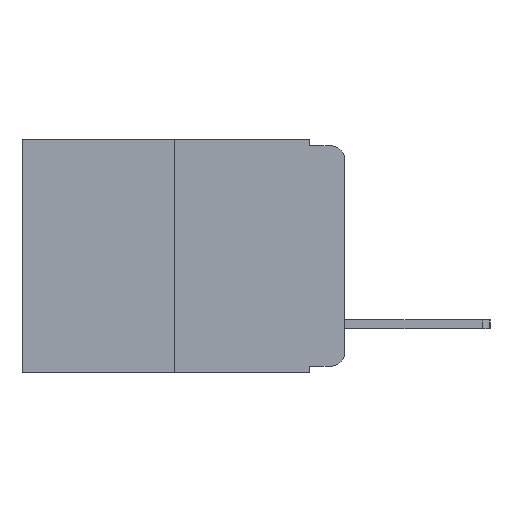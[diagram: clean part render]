
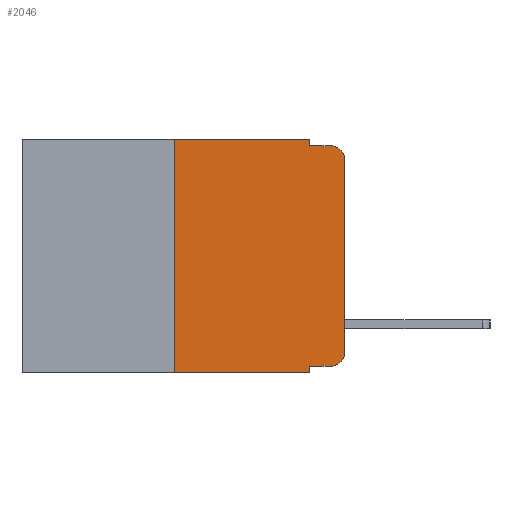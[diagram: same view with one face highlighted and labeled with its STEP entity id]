
A CAD part, left-side view. The second image highlights one B-rep face of the part: STEP entity #2046.
In plain terms, the highlighted planar face has unit normal (-1, 0, 0).
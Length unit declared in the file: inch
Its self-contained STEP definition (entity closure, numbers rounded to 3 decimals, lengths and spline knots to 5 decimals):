
#31 = LINE ( 'NONE', #11904, #14774 ) ;
#36 = EDGE_CURVE ( 'NONE', #15516, #7918, #31, .T. ) ;
#106 = VERTEX_POINT ( 'NONE', #16379 ) ;
#354 = VERTEX_POINT ( 'NONE', #1042 ) ;
#504 = CARTESIAN_POINT ( 'NONE',  ( 0., 0.02, -0.03 ) ) ;
#781 = VERTEX_POINT ( 'NONE', #11737 ) ;
#810 = DIRECTION ( 'NONE',  ( 0., -1., 0. ) ) ;
#952 = LINE ( 'NONE', #12799, #15170 ) ;
#963 = VERTEX_POINT ( 'NONE', #10416 ) ;
#1042 = CARTESIAN_POINT ( 'NONE',  ( 0., 0.051, 0. ) ) ;
#2045 = DIRECTION ( 'NONE',  ( 0., 0., -1. ) ) ;
#2046 = ADVANCED_FACE ( 'NONE', ( #6611 ), #11885, .F. ) ;
#2301 = DIRECTION ( 'NONE',  ( 0., 0., 1. ) ) ;
#2377 = EDGE_CURVE ( 'NONE', #354, #15516, #4444, .T. ) ;
#2833 = DIRECTION ( 'NONE',  ( 0., -1., 0. ) ) ;
#2894 = EDGE_CURVE ( 'NONE', #9647, #963, #16508, .T. ) ;
#3525 = EDGE_CURVE ( 'NONE', #8369, #17523, #9231, .T. ) ;
#3825 = CARTESIAN_POINT ( 'NONE',  ( 0., 0.051, -0.333 ) ) ;
#4086 = CARTESIAN_POINT ( 'NONE',  ( 0., 0.02, -0.333 ) ) ;
#4285 = DIRECTION ( 'NONE',  ( 0., 0., 1. ) ) ;
#4444 = LINE ( 'NONE', #13852, #10763 ) ;
#4464 = CARTESIAN_POINT ( 'NONE',  ( 0., 0.25, 0. ) ) ;
#5589 = DIRECTION ( 'NONE',  ( 0., 0., -1. ) ) ;
#5653 = VECTOR ( 'NONE', #17493, 39.37008 ) ;
#5991 = ORIENTED_EDGE ( 'NONE', *, *, #7877, .F. ) ;
#6087 = ORIENTED_EDGE ( 'NONE', *, *, #2377, .F. ) ;
#6387 = CARTESIAN_POINT ( 'NONE',  ( 0., 0.473, -0.343 ) ) ;
#6584 = VERTEX_POINT ( 'NONE', #4464 ) ;
#6611 = FACE_OUTER_BOUND ( 'NONE', #9808, .T. ) ;
#6755 = EDGE_CURVE ( 'NONE', #17523, #781, #12132, .T. ) ;
#6797 = ORIENTED_EDGE ( 'NONE', *, *, #13892, .T. ) ;
#6989 = AXIS2_PLACEMENT_3D ( 'NONE', #504, #10787, #2045 ) ;
#7312 = ORIENTED_EDGE ( 'NONE', *, *, #36, .F. ) ;
#7758 = LINE ( 'NONE', #14175, #10990 ) ;
#7843 = DIRECTION ( 'NONE',  ( 0., -1., 0. ) ) ;
#7877 = EDGE_CURVE ( 'NONE', #6584, #354, #7758, .T. ) ;
#7918 = VERTEX_POINT ( 'NONE', #15503 ) ;
#8037 = VECTOR ( 'NONE', #7843, 39.37008 ) ;
#8369 = VERTEX_POINT ( 'NONE', #4086 ) ;
#8512 = AXIS2_PLACEMENT_3D ( 'NONE', #17334, #13948, #12948 ) ;
#8898 = CARTESIAN_POINT ( 'NONE',  ( 0., 0.051, -0.01 ) ) ;
#9125 = CARTESIAN_POINT ( 'NONE',  ( 0., 0.051, -0.333 ) ) ;
#9137 = DIRECTION ( 'NONE',  ( 0., -1., 0. ) ) ;
#9231 = CIRCLE ( 'NONE', #8512, 0.02 ) ;
#9238 = ORIENTED_EDGE ( 'NONE', *, *, #2894, .F. ) ;
#9261 = DIRECTION ( 'NONE',  ( 0., 0., -1. ) ) ;
#9632 = CARTESIAN_POINT ( 'NONE',  ( 0., 0., 0. ) ) ;
#9647 = VERTEX_POINT ( 'NONE', #9125 ) ;
#9808 = EDGE_LOOP ( 'NONE', ( #11377, #6797, #7312, #6087, #5991, #14163, #17026, #9238, #13249, #17412 ) ) ;
#10335 = VECTOR ( 'NONE', #810, 39.37008 ) ;
#10416 = CARTESIAN_POINT ( 'NONE',  ( 0., 0.051, -0.343 ) ) ;
#10763 = VECTOR ( 'NONE', #5589, 39.37008 ) ;
#10787 = DIRECTION ( 'NONE',  ( -1., 0., 0. ) ) ;
#10990 = VECTOR ( 'NONE', #2833, 39.37008 ) ;
#11073 = CARTESIAN_POINT ( 'NONE',  ( 0., 0., -0.313 ) ) ;
#11377 = ORIENTED_EDGE ( 'NONE', *, *, #6755, .T. ) ;
#11737 = CARTESIAN_POINT ( 'NONE',  ( 0., 0., -0.03 ) ) ;
#11885 = PLANE ( 'NONE',  #15658 ) ;
#11904 = CARTESIAN_POINT ( 'NONE',  ( 0., 0.051, -0.01 ) ) ;
#12128 = LINE ( 'NONE', #6387, #8037 ) ;
#12132 = LINE ( 'NONE', #9632, #15186 ) ;
#12415 = DIRECTION ( 'NONE',  ( 1., 0., 0. ) ) ;
#12799 = CARTESIAN_POINT ( 'NONE',  ( 0., 0.25, 0. ) ) ;
#12948 = DIRECTION ( 'NONE',  ( 0., 0., -1. ) ) ;
#13249 = ORIENTED_EDGE ( 'NONE', *, *, #17491, .T. ) ;
#13852 = CARTESIAN_POINT ( 'NONE',  ( 0., 0.051, 0. ) ) ;
#13892 = EDGE_CURVE ( 'NONE', #781, #7918, #14236, .T. ) ;
#13948 = DIRECTION ( 'NONE',  ( -1., 0., 0. ) ) ;
#14098 = EDGE_CURVE ( 'NONE', #106, #963, #12128, .T. ) ;
#14163 = ORIENTED_EDGE ( 'NONE', *, *, #14600, .F. ) ;
#14175 = CARTESIAN_POINT ( 'NONE',  ( 0., 0.473, 0. ) ) ;
#14236 = CIRCLE ( 'NONE', #6989, 0.02 ) ;
#14600 = EDGE_CURVE ( 'NONE', #106, #6584, #952, .T. ) ;
#14774 = VECTOR ( 'NONE', #9137, 39.37008 ) ;
#15170 = VECTOR ( 'NONE', #4285, 39.37008 ) ;
#15186 = VECTOR ( 'NONE', #2301, 39.37008 ) ;
#15503 = CARTESIAN_POINT ( 'NONE',  ( 0., 0.02, -0.01 ) ) ;
#15516 = VERTEX_POINT ( 'NONE', #8898 ) ;
#15658 = AXIS2_PLACEMENT_3D ( 'NONE', #17343, #12415, #9261 ) ;
#16379 = CARTESIAN_POINT ( 'NONE',  ( 0., 0.25, -0.343 ) ) ;
#16508 = LINE ( 'NONE', #17588, #5653 ) ;
#17026 = ORIENTED_EDGE ( 'NONE', *, *, #14098, .T. ) ;
#17334 = CARTESIAN_POINT ( 'NONE',  ( 0., 0.02, -0.313 ) ) ;
#17343 = CARTESIAN_POINT ( 'NONE',  ( 0., 0.473, 0. ) ) ;
#17412 = ORIENTED_EDGE ( 'NONE', *, *, #3525, .T. ) ;
#17491 = EDGE_CURVE ( 'NONE', #9647, #8369, #18120, .T. ) ;
#17493 = DIRECTION ( 'NONE',  ( 0., 0., -1. ) ) ;
#17523 = VERTEX_POINT ( 'NONE', #11073 ) ;
#17588 = CARTESIAN_POINT ( 'NONE',  ( 0., 0.051, 0. ) ) ;
#18120 = LINE ( 'NONE', #3825, #10335 ) ;
